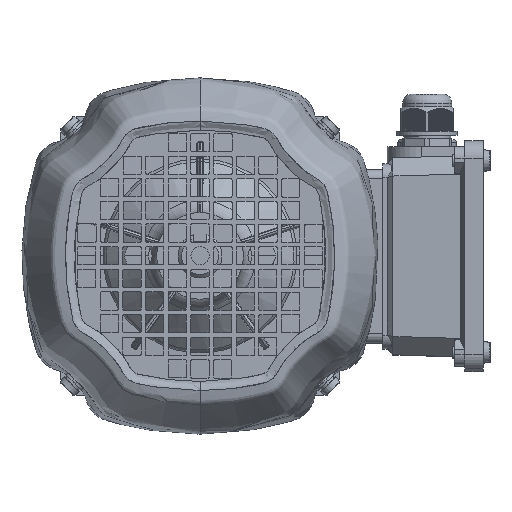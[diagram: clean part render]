
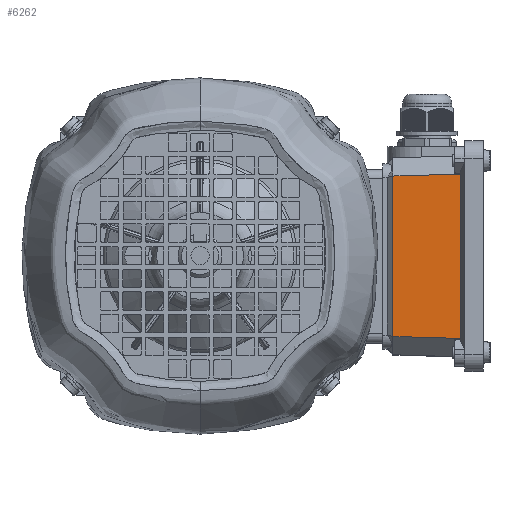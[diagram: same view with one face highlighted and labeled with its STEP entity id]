
A CAD part, top view. The second image highlights one B-rep face of the part: STEP entity #6262.
In plain terms, the highlighted planar face has unit normal (-0.029, 0, 1).
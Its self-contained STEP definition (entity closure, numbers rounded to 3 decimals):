
#3433=FACE_OUTER_BOUND('',#22135,.T.);
#6262=ADVANCED_FACE('',(#3433),#9487,.F.);
#9487=PLANE('',#60010);
#11489=LINE('',#82090,#16261);
#11499=LINE('',#82111,#16271);
#11500=LINE('',#82113,#16272);
#11501=LINE('',#82115,#16273);
#16261=VECTOR('',#65958,1.);
#16271=VECTOR('',#65982,1.);
#16272=VECTOR('',#65983,1.);
#16273=VECTOR('',#65984,1.);
#22135=EDGE_LOOP('',(#26353,#26354,#26355,#26356));
#26353=ORIENTED_EDGE('',*,*,#49197,.F.);
#26354=ORIENTED_EDGE('',*,*,#49208,.T.);
#26355=ORIENTED_EDGE('',*,*,#49209,.T.);
#26356=ORIENTED_EDGE('',*,*,#49210,.T.);
#43340=VERTEX_POINT('',#82089);
#43341=VERTEX_POINT('',#82091);
#43345=VERTEX_POINT('',#82112);
#43346=VERTEX_POINT('',#82114);
#49197=EDGE_CURVE('',#43340,#43341,#11489,.T.);
#49208=EDGE_CURVE('',#43340,#43345,#11499,.T.);
#49209=EDGE_CURVE('',#43345,#43346,#11500,.T.);
#49210=EDGE_CURVE('',#43346,#43341,#11501,.T.);
#60010=AXIS2_PLACEMENT_3D('',#82116,#65985,#65986);
#65958=DIRECTION('',(0.,-1.,0.));
#65982=DIRECTION('',(-0.999,-0.029,-0.029));
#65983=DIRECTION('',(0.,-1.,0.));
#65984=DIRECTION('',(0.999,-0.029,0.029));
#65985=DIRECTION('',(0.029,0.,-1.));
#65986=DIRECTION('',(0.,1.,0.));
#82089=CARTESIAN_POINT('',(114.,35.997,96.));
#82090=CARTESIAN_POINT('',(114.,0.,96.));
#82091=CARTESIAN_POINT('',(114.,-35.997,96.));
#82111=CARTESIAN_POINT('',(112.943,35.965,95.969));
#82112=CARTESIAN_POINT('',(84.5,35.129,95.132));
#82113=CARTESIAN_POINT('',(84.5,0.,95.132));
#82114=CARTESIAN_POINT('',(84.5,-35.129,95.132));
#82115=CARTESIAN_POINT('',(112.943,-35.965,95.969));
#82116=CARTESIAN_POINT('',(114.,0.,96.));
